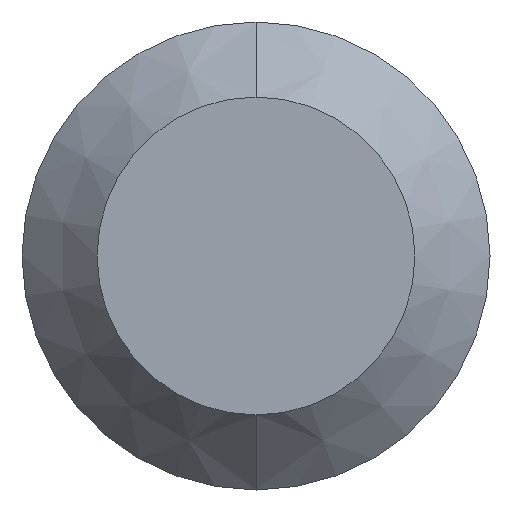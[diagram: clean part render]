
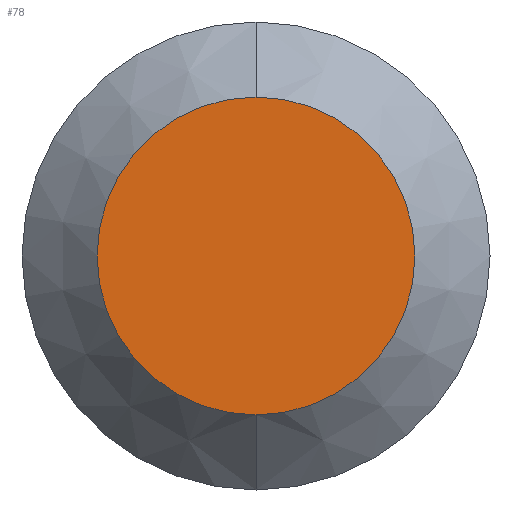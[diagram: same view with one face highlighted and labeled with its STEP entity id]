
A CAD part, front view. The second image highlights one B-rep face of the part: STEP entity #78.
In plain terms, the highlighted planar face has unit normal (0, -1, 0).
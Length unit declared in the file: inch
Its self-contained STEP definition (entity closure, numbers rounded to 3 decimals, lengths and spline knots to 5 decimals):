
#5 = VERTEX_POINT ( 'NONE', #150 ) ;
#10 = DIRECTION ( 'NONE',  ( 0., 1., 0. ) ) ;
#12 = DIRECTION ( 'NONE',  ( 0., -1., 0. ) ) ;
#31 = CARTESIAN_POINT ( 'NONE',  ( 0., 0., 0. ) ) ;
#54 = CIRCLE ( 'NONE', #193, 0.04235 ) ;
#57 = CARTESIAN_POINT ( 'NONE',  ( 0., 0., 0. ) ) ;
#59 = DIRECTION ( 'NONE',  ( 0., -1., 0. ) ) ;
#69 = EDGE_CURVE ( 'NONE', #261, #5, #54, .T. ) ;
#74 = FACE_OUTER_BOUND ( 'NONE', #226, .T. ) ;
#78 = ADVANCED_FACE ( 'NONE', ( #74 ), #242, .F. ) ;
#83 = ORIENTED_EDGE ( 'NONE', *, *, #69, .T. ) ;
#114 = DIRECTION ( 'NONE',  ( 0., 0., 1. ) ) ;
#127 = AXIS2_PLACEMENT_3D ( 'NONE', #57, #59, #248 ) ;
#136 = CARTESIAN_POINT ( 'NONE',  ( 0., 0., 0. ) ) ;
#150 = CARTESIAN_POINT ( 'NONE',  ( 0., 0., -0.04235 ) ) ;
#162 = CARTESIAN_POINT ( 'NONE',  ( 0., 0., 0.04235 ) ) ;
#172 = AXIS2_PLACEMENT_3D ( 'NONE', #136, #10, #114 ) ;
#175 = ORIENTED_EDGE ( 'NONE', *, *, #257, .T. ) ;
#193 = AXIS2_PLACEMENT_3D ( 'NONE', #31, #12, #244 ) ;
#223 = CIRCLE ( 'NONE', #127, 0.04235 ) ;
#226 = EDGE_LOOP ( 'NONE', ( #83, #175 ) ) ;
#242 = PLANE ( 'NONE',  #172 ) ;
#244 = DIRECTION ( 'NONE',  ( 0., 0., 1. ) ) ;
#248 = DIRECTION ( 'NONE',  ( 0., 0., 1. ) ) ;
#257 = EDGE_CURVE ( 'NONE', #5, #261, #223, .T. ) ;
#261 = VERTEX_POINT ( 'NONE', #162 ) ;
